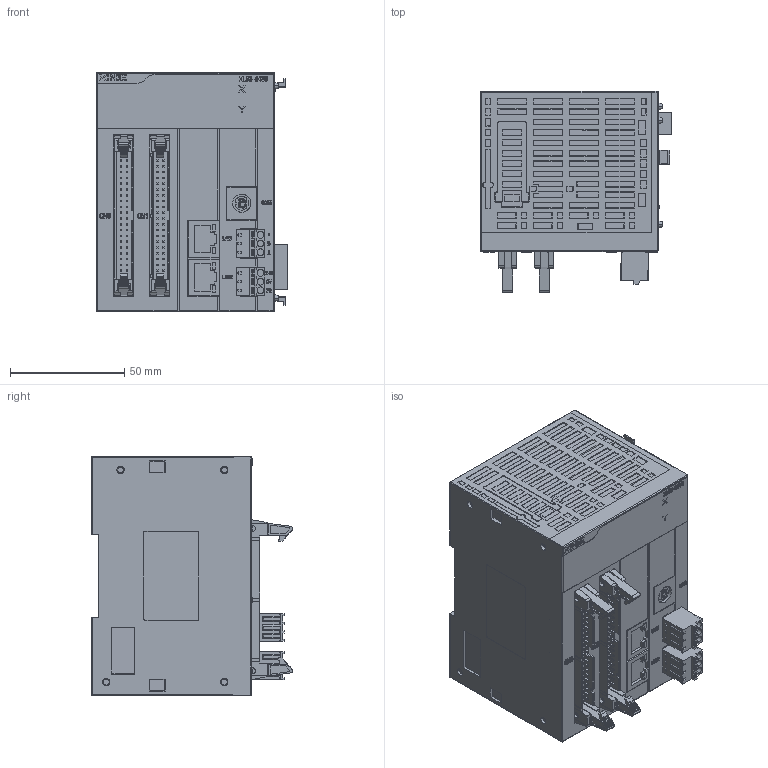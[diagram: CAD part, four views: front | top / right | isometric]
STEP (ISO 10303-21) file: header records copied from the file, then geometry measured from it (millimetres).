
FILE_DESCRIPTION(/* description */ (''),/* implementation_level */ '2;1');
FILE_NAME(/* name */ 'XL5E-6~2',/* time_stamp */ '2022-08-12T10:42:17+08:00',/* author */ (''),/* organization */ (''),/* preprocessor_version */ 'ST-DEVELOPER v16.5',/* originating_system */ '',/* authorisation */ '');
FILE_SCHEMA (('CONFIG_CONTROL_DESIGN'));
Products named in the file (1): Document
Bounding box: 83.6 x 88.24 x 105 mm (x, y, z)
Volume: 566905.5 mm3; surface area: 59670 mm2
Topology: 57 solids, 57 shells, 5702 faces, 15309 edges, 9944 vertices
Faces by surface type: plane 4532, bspline 875, cylinder 295
Entity records: 159600 total; most frequent: CARTESIAN_POINT 55861, ORIENTED_EDGE 30596, EDGE_CURVE 15298, B_SPLINE_CURVE_WITH_KNOTS 14502, VERTEX_POINT 9942, EDGE_LOOP 6113, ADVANCED_FACE 5702, FACE_OUTER_BOUND 5702
